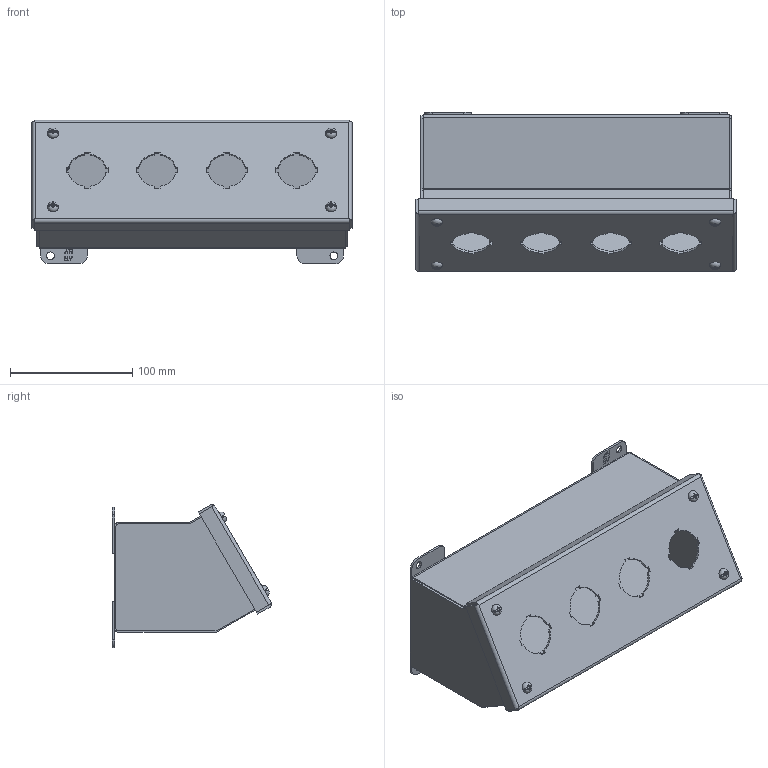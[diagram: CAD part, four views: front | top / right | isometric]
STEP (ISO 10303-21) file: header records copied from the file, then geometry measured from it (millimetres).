
FILE_DESCRIPTION (( 'STEP AP203' ), '1' );
FILE_NAME ('1490D4_Default.step', '2019-11-12T19:48:17', ( '' ), ( '' ), 'SwSTEP 2.0', 'SolidWorks 2019', '' );
FILE_SCHEMA (( 'CONFIG_CONTROL_DESIGN' ));
Length unit declared in the file: inch
Products named in the file (1): 1490D4_Default
Bounding box: 261.92 x 130.37 x 117.16 mm (x, y, z)
Volume: 307301.8 mm3; surface area: 315680.3 mm2
Topology: 26 solids, 26 shells, 697 faces, 1792 edges, 1175 vertices
Faces by surface type: plane 493, cylinder 164, cone 24, bspline 8, torus 8
Entity records: 21596 total; most frequent: CARTESIAN_POINT 4394, ORIENTED_EDGE 3580, DIRECTION 3471, EDGE_CURVE 1790, LINE 1295, VECTOR 1295, VERTEX_POINT 1175, AXIS2_PLACEMENT_3D 1088
